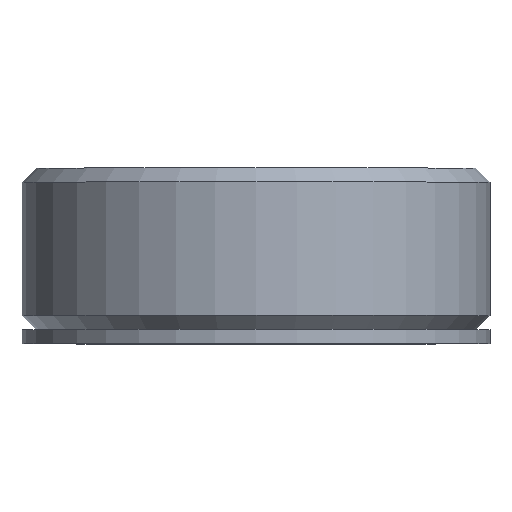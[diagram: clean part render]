
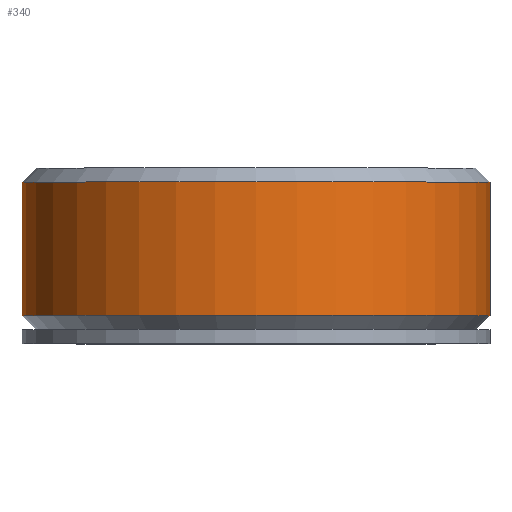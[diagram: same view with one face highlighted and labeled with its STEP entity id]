
A CAD part, top view. The second image highlights one B-rep face of the part: STEP entity #340.
In plain terms, the highlighted cylindrical face has radius 12.7 mm (diameter 25.4 mm), a full revolution.
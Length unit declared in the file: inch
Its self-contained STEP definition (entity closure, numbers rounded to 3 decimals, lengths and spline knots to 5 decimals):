
#60=CYLINDRICAL_SURFACE('',#377,0.5);
#72=FACE_BOUND('',#122,.T.);
#94=FACE_OUTER_BOUND('',#121,.T.);
#121=EDGE_LOOP('',(#285));
#122=EDGE_LOOP('',(#286));
#128=CIRCLE('',#353,0.5);
#140=CIRCLE('',#375,0.5);
#143=VERTEX_POINT('',#453);
#169=VERTEX_POINT('',#10494);
#172=EDGE_CURVE('',#143,#143,#128,.T.);
#210=EDGE_CURVE('',#169,#169,#140,.T.);
#285=ORIENTED_EDGE('',*,*,#172,.T.);
#286=ORIENTED_EDGE('',*,*,#210,.F.);
#340=ADVANCED_FACE('',(#94,#72),#60,.T.);
#353=AXIS2_PLACEMENT_3D('',#454,#386,#387);
#375=AXIS2_PLACEMENT_3D('',#10495,#439,#440);
#377=AXIS2_PLACEMENT_3D('',#10498,#443,#444);
#386=DIRECTION('center_axis',(0.,1.,0.));
#387=DIRECTION('ref_axis',(1.,0.,0.));
#439=DIRECTION('center_axis',(0.,1.,0.));
#440=DIRECTION('ref_axis',(1.,0.,0.));
#443=DIRECTION('center_axis',(0.,1.,0.));
#444=DIRECTION('ref_axis',(1.,0.,0.));
#453=CARTESIAN_POINT('',(0.5,0.06,0.));
#454=CARTESIAN_POINT('Origin',(0.,0.06,0.));
#10494=CARTESIAN_POINT('',(-0.5,0.345,0.));
#10495=CARTESIAN_POINT('Origin',(0.,0.345,0.));
#10498=CARTESIAN_POINT('Origin',(0.,0.,0.));
